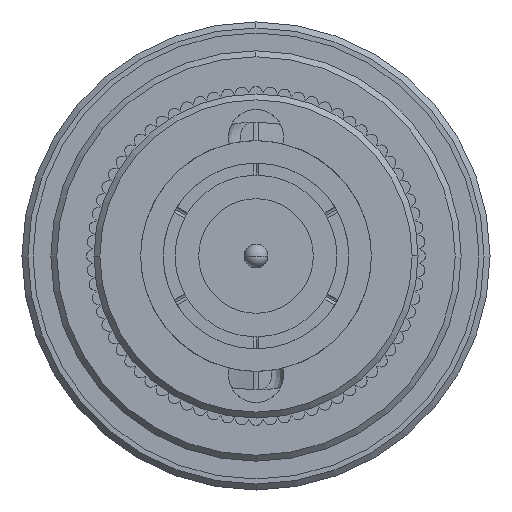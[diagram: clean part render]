
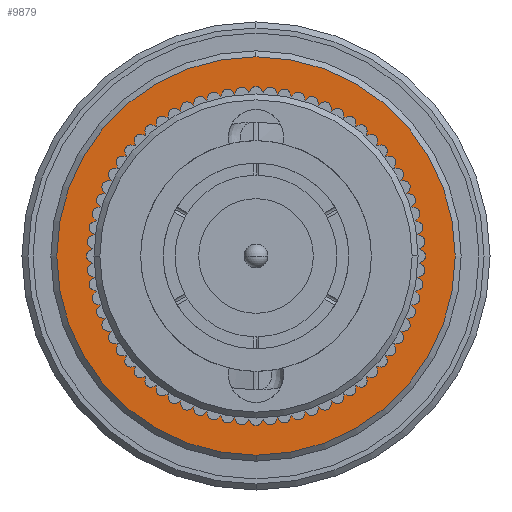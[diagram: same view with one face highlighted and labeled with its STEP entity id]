
A CAD part, left-side view. The second image highlights one B-rep face of the part: STEP entity #9879.
In plain terms, the highlighted planar face has unit normal (-1, 0, 0).
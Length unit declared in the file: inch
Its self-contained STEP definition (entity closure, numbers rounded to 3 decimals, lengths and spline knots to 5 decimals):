
#45 = AXIS2_PLACEMENT_3D ( 'NONE', #3224, #8931, #5276 ) ;
#635 = EDGE_LOOP ( 'NONE', ( #12401, #9505 ) ) ;
#740 = DIRECTION ( 'NONE',  ( -1., 0., 0. ) ) ;
#935 = PLANE ( 'NONE',  #45 ) ;
#1027 = CARTESIAN_POINT ( 'NONE',  ( -0.045, 0., 0. ) ) ;
#1114 = EDGE_LOOP ( 'NONE', ( #4512, #13853 ) ) ;
#1615 = DIRECTION ( 'NONE',  ( 0., 0., -1. ) ) ;
#2842 = CARTESIAN_POINT ( 'NONE',  ( -0.045, 0., 0.335 ) ) ;
#2935 = AXIS2_PLACEMENT_3D ( 'NONE', #13039, #4979, #1615 ) ;
#3224 = CARTESIAN_POINT ( 'NONE',  ( -0.045, 0., 0. ) ) ;
#3439 = CARTESIAN_POINT ( 'NONE',  ( -0.045, 0., 0.1849 ) ) ;
#3523 = DIRECTION ( 'NONE',  ( -1., 0., 0. ) ) ;
#4183 = VERTEX_POINT ( 'NONE', #3439 ) ;
#4291 = FACE_OUTER_BOUND ( 'NONE', #1114, .T. ) ;
#4512 = ORIENTED_EDGE ( 'NONE', *, *, #13786, .T. ) ;
#4606 = CIRCLE ( 'NONE', #6053, 0.1849 ) ;
#4979 = DIRECTION ( 'NONE',  ( -1., 0., 0. ) ) ;
#5273 = VERTEX_POINT ( 'NONE', #11733 ) ;
#5276 = DIRECTION ( 'NONE',  ( 0., 0., -1. ) ) ;
#5672 = DIRECTION ( 'NONE',  ( -1., 0., 0. ) ) ;
#6053 = AXIS2_PLACEMENT_3D ( 'NONE', #1027, #5672, #8036 ) ;
#6107 = CIRCLE ( 'NONE', #2935, 0.335 ) ;
#6123 = AXIS2_PLACEMENT_3D ( 'NONE', #8093, #3523, #8168 ) ;
#6347 = EDGE_CURVE ( 'NONE', #9578, #4183, #4606, .T. ) ;
#8036 = DIRECTION ( 'NONE',  ( 0., 0., -1. ) ) ;
#8093 = CARTESIAN_POINT ( 'NONE',  ( -0.045, 0., 0. ) ) ;
#8168 = DIRECTION ( 'NONE',  ( 0., 0., -1. ) ) ;
#8893 = CARTESIAN_POINT ( 'NONE',  ( -0.045, 0., -0.1849 ) ) ;
#8931 = DIRECTION ( 'NONE',  ( 1., 0., 0. ) ) ;
#9403 = AXIS2_PLACEMENT_3D ( 'NONE', #11174, #740, #13658 ) ;
#9505 = ORIENTED_EDGE ( 'NONE', *, *, #10564, .F. ) ;
#9578 = VERTEX_POINT ( 'NONE', #8893 ) ;
#9726 = EDGE_CURVE ( 'NONE', #15021, #5273, #6107, .T. ) ;
#9879 = ADVANCED_FACE ( 'NONE', ( #4291, #11147 ), #935, .F. ) ;
#10564 = EDGE_CURVE ( 'NONE', #4183, #9578, #13650, .T. ) ;
#11147 = FACE_BOUND ( 'NONE', #635, .T. ) ;
#11174 = CARTESIAN_POINT ( 'NONE',  ( -0.045, 0., 0. ) ) ;
#11733 = CARTESIAN_POINT ( 'NONE',  ( -0.045, 0., -0.335 ) ) ;
#12072 = CIRCLE ( 'NONE', #9403, 0.335 ) ;
#12401 = ORIENTED_EDGE ( 'NONE', *, *, #6347, .F. ) ;
#13039 = CARTESIAN_POINT ( 'NONE',  ( -0.045, 0., 0. ) ) ;
#13650 = CIRCLE ( 'NONE', #6123, 0.1849 ) ;
#13658 = DIRECTION ( 'NONE',  ( 0., 0., -1. ) ) ;
#13786 = EDGE_CURVE ( 'NONE', #5273, #15021, #12072, .T. ) ;
#13853 = ORIENTED_EDGE ( 'NONE', *, *, #9726, .T. ) ;
#15021 = VERTEX_POINT ( 'NONE', #2842 ) ;
